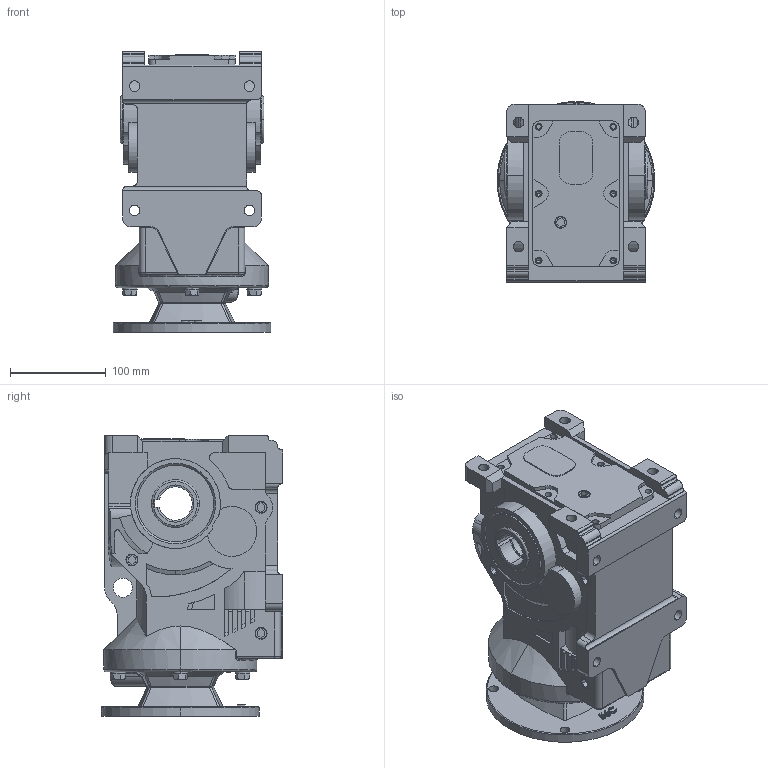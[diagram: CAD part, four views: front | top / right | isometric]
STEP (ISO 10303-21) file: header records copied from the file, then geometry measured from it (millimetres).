
FILE_DESCRIPTION (( 'STEP AP214' ), '1' );
FILE_NAME ('HBR-47-085-A.step', '2019-04-01T14:34:47', ( '' ), ( '' ), 'SwSTEP 2.0', 'SolidWorks 2018', '' );
FILE_SCHEMA (( 'AUTOMOTIVE_DESIGN' ));
Length unit declared in the file: inch
Products named in the file (1): HBR-47-085-A
Bounding box: 165.1 x 189.35 x 293.5 mm (x, y, z)
Volume: 5057960.7 mm3; surface area: 319564.9 mm2
Topology: 1 solids, 1 shells, 1002 faces, 2640 edges, 1710 vertices
Faces by surface type: plane 447, cylinder 317, bspline 131, cone 107
Entity records: 40095 total; most frequent: CARTESIAN_POINT 15906, ORIENTED_EDGE 5260, DIRECTION 4694, EDGE_CURVE 2630, VERTEX_POINT 1710, AXIS2_PLACEMENT_3D 1633, LINE 1428, VECTOR 1428
